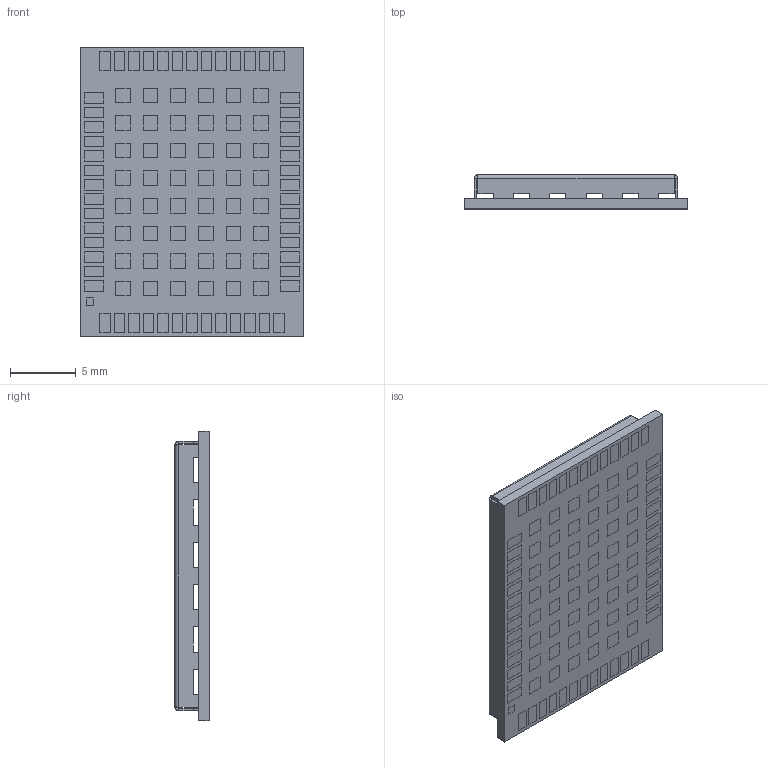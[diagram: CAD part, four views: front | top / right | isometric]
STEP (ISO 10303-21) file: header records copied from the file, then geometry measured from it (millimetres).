
FILE_DESCRIPTION (( 'STEP AP214' ), '1' );
FILE_NAME ('ZED-F9R-03B.STEP', '2024-01-12T06:45:59', ( 'LENOVO' ), ( '' ), 'SwSTEP 2.0', 'SolidWorks 2021', '' );
FILE_SCHEMA (( 'AUTOMOTIVE_DESIGN' ));
Length unit declared in the file: millimetre
Products named in the file (2): ZED-F9R-03B_ZED-F9R-03B; ZED-F9R-03B
Assembly tree (1 placements, depth 2):
  ZED-F9R-03B
    ZED-F9R-03B_ZED-F9R-03B
Bounding box: 17 x 2.6 x 22 mm (x, y, z)
Volume: 380.6 mm3; surface area: 2125.7 mm2
Topology: 105 solids, 105 shells, 1265 faces, 2824 edges, 1872 vertices
Faces by surface type: plane 1249, cylinder 8, bspline 8
Entity records: 35472 total; most frequent: CARTESIAN_POINT 6229, ORIENTED_EDGE 5648, DIRECTION 5330, EDGE_CURVE 2824, LINE 2808, VECTOR 2808, VERTEX_POINT 1872, EDGE_LOOP 1368
